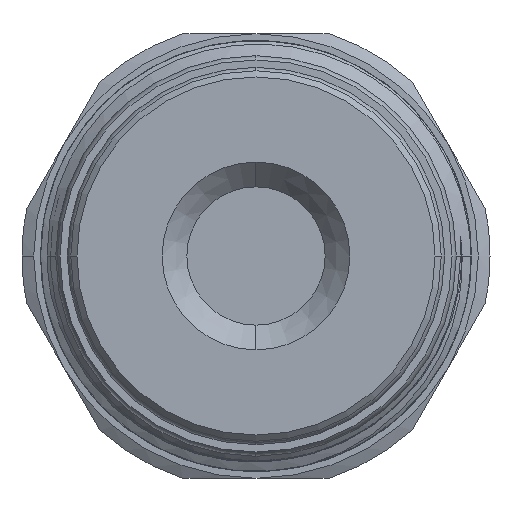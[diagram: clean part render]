
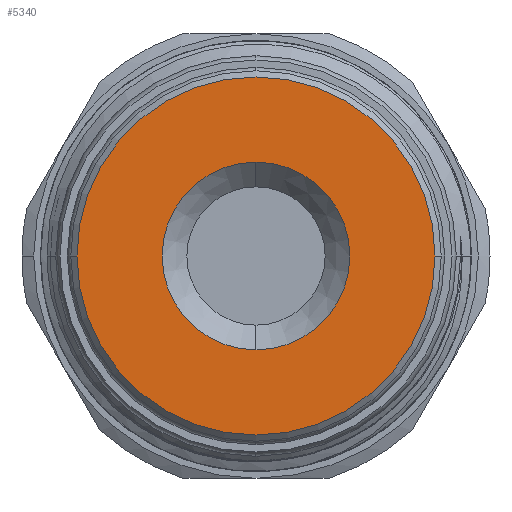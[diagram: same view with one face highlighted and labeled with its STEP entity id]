
A CAD part, left-side view. The second image highlights one B-rep face of the part: STEP entity #5340.
In plain terms, the highlighted planar face has unit normal (-1, 0, 0).
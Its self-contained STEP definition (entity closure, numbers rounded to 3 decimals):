
#130 = CARTESIAN_POINT ( 'NONE',  ( -30.774, -2.703, 0. ) ) ;
#451 = PLANE ( 'NONE',  #1983 ) ;
#567 = CIRCLE ( 'NONE', #11185, 7.6 ) ;
#661 = DIRECTION ( 'NONE',  ( 0., 1., 0. ) ) ;
#784 = VERTEX_POINT ( 'NONE', #12796 ) ;
#1659 = CARTESIAN_POINT ( 'NONE',  ( -30.774, -2.703, 0. ) ) ;
#1798 = CARTESIAN_POINT ( 'NONE',  ( -30.774, 11.797, 0. ) ) ;
#1890 = CARTESIAN_POINT ( 'NONE',  ( -30.774, -2.703, 7.6 ) ) ;
#1979 = ORIENTED_EDGE ( 'NONE', *, *, #3286, .T. ) ;
#1983 = AXIS2_PLACEMENT_3D ( 'NONE', #14554, #10969, #5109 ) ;
#2619 = DIRECTION ( 'NONE',  ( 0., 1., 0. ) ) ;
#2639 = CIRCLE ( 'NONE', #7388, 14.5 ) ;
#3286 = EDGE_CURVE ( 'NONE', #3633, #10476, #2639, .T. ) ;
#3624 = DIRECTION ( 'NONE',  ( -1., 0., 0. ) ) ;
#3633 = VERTEX_POINT ( 'NONE', #1798 ) ;
#4377 = EDGE_LOOP ( 'NONE', ( #15060, #14932 ) ) ;
#4691 = CARTESIAN_POINT ( 'NONE',  ( -30.774, -2.703, 0. ) ) ;
#5109 = DIRECTION ( 'NONE',  ( 0., 1., 0. ) ) ;
#5340 = ADVANCED_FACE ( 'NONE', ( #7786, #11269 ), #451, .F. ) ;
#5389 = DIRECTION ( 'NONE',  ( -1., 0., 0. ) ) ;
#5650 = DIRECTION ( 'NONE',  ( 1., 0., 0. ) ) ;
#6367 = CIRCLE ( 'NONE', #14357, 14.5 ) ;
#7388 = AXIS2_PLACEMENT_3D ( 'NONE', #130, #3624, #2619 ) ;
#7786 = FACE_OUTER_BOUND ( 'NONE', #11759, .T. ) ;
#7946 = VERTEX_POINT ( 'NONE', #1890 ) ;
#8370 = ORIENTED_EDGE ( 'NONE', *, *, #13132, .T. ) ;
#8419 = EDGE_CURVE ( 'NONE', #7946, #784, #567, .T. ) ;
#8629 = CARTESIAN_POINT ( 'NONE',  ( -30.774, -17.203, 0. ) ) ;
#10476 = VERTEX_POINT ( 'NONE', #8629 ) ;
#10969 = DIRECTION ( 'NONE',  ( 1., 0., 0. ) ) ;
#10975 = CIRCLE ( 'NONE', #13771, 7.6 ) ;
#11184 = DIRECTION ( 'NONE',  ( 1., 0., 0. ) ) ;
#11185 = AXIS2_PLACEMENT_3D ( 'NONE', #1659, #11184, #12356 ) ;
#11269 = FACE_BOUND ( 'NONE', #4377, .T. ) ;
#11759 = EDGE_LOOP ( 'NONE', ( #1979, #8370 ) ) ;
#12356 = DIRECTION ( 'NONE',  ( 0., 1., 0. ) ) ;
#12796 = CARTESIAN_POINT ( 'NONE',  ( -30.774, -2.703, -7.6 ) ) ;
#12885 = DIRECTION ( 'NONE',  ( 0., 1., 0. ) ) ;
#12947 = EDGE_CURVE ( 'NONE', #784, #7946, #10975, .T. ) ;
#13132 = EDGE_CURVE ( 'NONE', #10476, #3633, #6367, .T. ) ;
#13771 = AXIS2_PLACEMENT_3D ( 'NONE', #4691, #5650, #12885 ) ;
#14357 = AXIS2_PLACEMENT_3D ( 'NONE', #14722, #5389, #661 ) ;
#14554 = CARTESIAN_POINT ( 'NONE',  ( -30.774, -2.703, 0. ) ) ;
#14722 = CARTESIAN_POINT ( 'NONE',  ( -30.774, -2.703, 0. ) ) ;
#14932 = ORIENTED_EDGE ( 'NONE', *, *, #12947, .T. ) ;
#15060 = ORIENTED_EDGE ( 'NONE', *, *, #8419, .T. ) ;
